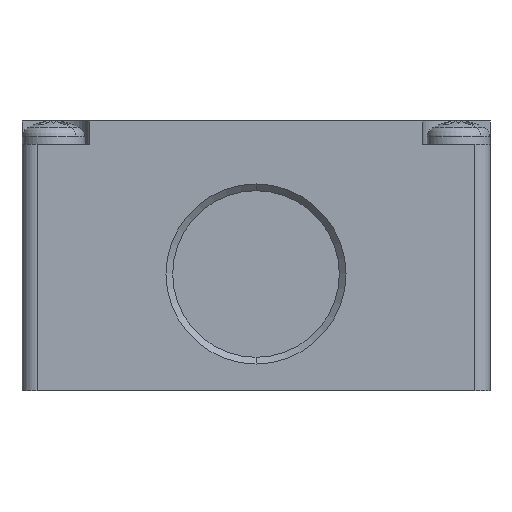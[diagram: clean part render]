
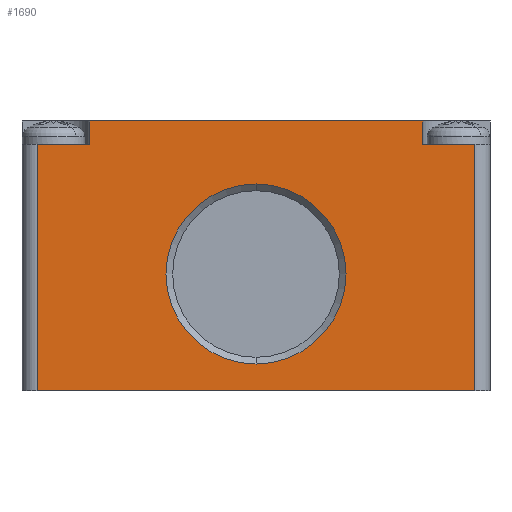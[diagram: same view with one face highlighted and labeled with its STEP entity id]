
A CAD part, front view. The second image highlights one B-rep face of the part: STEP entity #1690.
In plain terms, the highlighted planar face has unit normal (0, -1, 0).
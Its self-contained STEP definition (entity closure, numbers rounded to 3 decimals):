
#880=FACE_BOUND('',#2385,.T.);
#881=FACE_BOUND('',#2386,.T.);
#1396=PLANE('',#7179);
#1690=ADVANCED_FACE('NONE',(#880,#881),#1396,.T.);
#2385=EDGE_LOOP('',(#3911,#3912));
#2386=EDGE_LOOP('',(#3913,#3914,#3915,#3916,#3917,#3918,#3919,#3920));
#2459=CIRCLE('',#6798,10.004);
#2572=CIRCLE('',#7178,10.004);
#3911=ORIENTED_EDGE('',*,*,#5700,.T.);
#3912=ORIENTED_EDGE('',*,*,#4879,.T.);
#3913=ORIENTED_EDGE('',*,*,#5701,.T.);
#3914=ORIENTED_EDGE('',*,*,#5675,.T.);
#3915=ORIENTED_EDGE('',*,*,#5606,.T.);
#3916=ORIENTED_EDGE('',*,*,#5609,.T.);
#3917=ORIENTED_EDGE('',*,*,#5614,.T.);
#3918=ORIENTED_EDGE('',*,*,#5616,.T.);
#3919=ORIENTED_EDGE('',*,*,#5620,.T.);
#3920=ORIENTED_EDGE('',*,*,#5698,.T.);
#4321=VERTEX_POINT('',#8690);
#4323=VERTEX_POINT('',#8694);
#4823=VERTEX_POINT('',#11454);
#4824=VERTEX_POINT('',#11456);
#4826=VERTEX_POINT('',#11462);
#4827=VERTEX_POINT('',#11468);
#4828=VERTEX_POINT('',#11472);
#4830=VERTEX_POINT('',#11479);
#4859=VERTEX_POINT('',#11583);
#4872=VERTEX_POINT('',#11629);
#4879=EDGE_CURVE('NONE',#4321,#4323,#2459,.T.);
#5606=EDGE_CURVE('NONE',#4824,#4823,#6183,.T.);
#5609=EDGE_CURVE('NONE',#4823,#4826,#6185,.T.);
#5614=EDGE_CURVE('NONE',#4826,#4827,#6190,.T.);
#5616=EDGE_CURVE('NONE',#4827,#4828,#6192,.T.);
#5620=EDGE_CURVE('NONE',#4828,#4830,#6194,.T.);
#5675=EDGE_CURVE('NONE',#4859,#4824,#6240,.T.);
#5698=EDGE_CURVE('NONE',#4830,#4872,#6251,.T.);
#5700=EDGE_CURVE('NONE',#4323,#4321,#2572,.T.);
#5701=EDGE_CURVE('NONE',#4872,#4859,#6253,.T.);
#6183=LINE('',#11455,#6712);
#6185=LINE('',#11461,#6714);
#6190=LINE('',#11469,#6719);
#6192=LINE('',#11473,#6721);
#6194=LINE('',#11480,#6723);
#6240=LINE('',#11586,#6769);
#6251=LINE('',#11630,#6780);
#6253=LINE('',#11634,#6782);
#6712=VECTOR('',#8349,1.);
#6714=VECTOR('',#8355,1.);
#6719=VECTOR('',#8362,1.);
#6721=VECTOR('',#8366,1.);
#6723=VECTOR('',#8374,1.);
#6769=VECTOR('',#8480,1.);
#6780=VECTOR('',#8525,1.);
#6782=VECTOR('',#8531,1.);
#6798=AXIS2_PLACEMENT_3D('',#8695,#7256,#7257);
#7178=AXIS2_PLACEMENT_3D('',#11633,#8529,#8530);
#7179=AXIS2_PLACEMENT_3D('',#11635,#8532,#8533);
#7256=DIRECTION('',(0.,1.,0.));
#7257=DIRECTION('',(0.,0.,-1.));
#8349=DIRECTION('',(-1.,0.,0.));
#8355=DIRECTION('',(0.,0.,1.));
#8362=DIRECTION('',(-1.,0.,0.));
#8366=DIRECTION('',(0.,0.,-1.));
#8374=DIRECTION('',(-1.,0.,0.));
#8480=DIRECTION('',(0.,0.,1.));
#8525=DIRECTION('',(0.,0.,-1.));
#8529=DIRECTION('',(0.,1.,0.));
#8530=DIRECTION('',(0.,0.,-1.));
#8531=DIRECTION('',(1.,0.,0.));
#8532=DIRECTION('',(0.,-1.,0.));
#8533=DIRECTION('',(0.,0.,1.));
#8690=CARTESIAN_POINT('',(26.,0.,23.004));
#8694=CARTESIAN_POINT('',(26.,0.,2.996));
#8695=CARTESIAN_POINT('',(26.,0.,13.));
#11454=CARTESIAN_POINT('',(44.5,0.,27.4));
#11455=CARTESIAN_POINT('',(26.,0.,27.4));
#11456=CARTESIAN_POINT('',(50.3,0.,27.4));
#11461=CARTESIAN_POINT('',(44.5,0.,0.));
#11462=CARTESIAN_POINT('',(44.5,0.,30.));
#11468=CARTESIAN_POINT('',(7.5,0.,30.));
#11469=CARTESIAN_POINT('',(26.,0.,30.));
#11472=CARTESIAN_POINT('',(7.5,0.,27.4));
#11473=CARTESIAN_POINT('',(7.5,0.,0.));
#11479=CARTESIAN_POINT('',(1.7,0.,27.4));
#11480=CARTESIAN_POINT('',(26.,0.,27.4));
#11583=CARTESIAN_POINT('',(50.3,0.,0.));
#11586=CARTESIAN_POINT('',(50.3,0.,0.));
#11629=CARTESIAN_POINT('',(1.7,0.,0.));
#11630=CARTESIAN_POINT('',(1.7,0.,0.));
#11633=CARTESIAN_POINT('',(26.,0.,13.));
#11634=CARTESIAN_POINT('',(26.,0.,0.));
#11635=CARTESIAN_POINT('',(26.,0.,0.));
